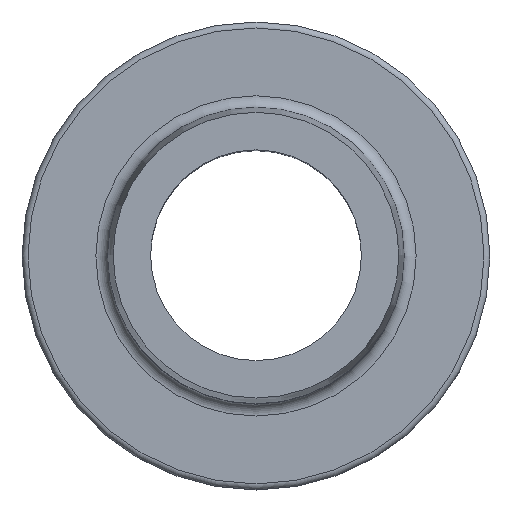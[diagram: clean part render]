
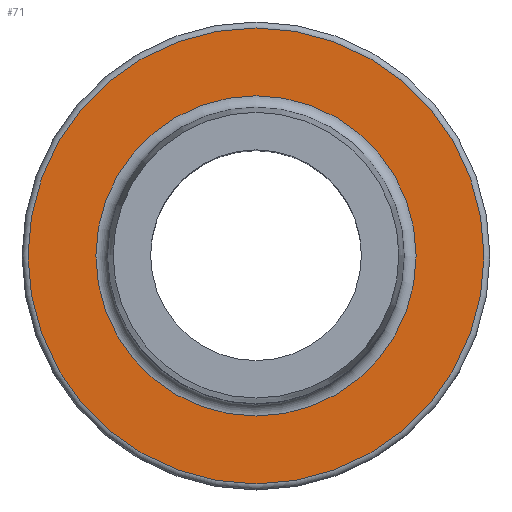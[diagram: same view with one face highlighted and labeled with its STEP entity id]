
A CAD part, top view. The second image highlights one B-rep face of the part: STEP entity #71.
In plain terms, the highlighted planar face has unit normal (0, 0, 1).
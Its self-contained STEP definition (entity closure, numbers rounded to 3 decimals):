
#57=PLANE('',#322);
#71=ADVANCED_FACE('',(#110,#111),#57,.T.);
#110=FACE_BOUND('',#156,.T.);
#111=FACE_BOUND('',#157,.T.);
#156=EDGE_LOOP('',(#202));
#157=EDGE_LOOP('',(#203));
#202=ORIENTED_EDGE('',*,*,#262,.T.);
#203=ORIENTED_EDGE('',*,*,#263,.T.);
#239=VERTEX_POINT('',#475);
#240=VERTEX_POINT('',#477);
#262=EDGE_CURVE('',#239,#239,#285,.T.);
#263=EDGE_CURVE('',#240,#240,#286,.T.);
#285=CIRCLE('',#320,13.45);
#286=CIRCLE('',#321,19.15);
#320=AXIS2_PLACEMENT_3D('',#474,#392,#393);
#321=AXIS2_PLACEMENT_3D('',#476,#394,#395);
#322=AXIS2_PLACEMENT_3D('',#478,#396,#397);
#392=DIRECTION('',(0.,0.,-1.));
#393=DIRECTION('',(1.,0.,0.));
#394=DIRECTION('',(0.,0.,1.));
#395=DIRECTION('',(1.,0.,0.));
#396=DIRECTION('',(0.,0.,1.));
#397=DIRECTION('',(1.,0.,0.));
#474=CARTESIAN_POINT('',(-435.,0.,1.5));
#475=CARTESIAN_POINT('',(-421.55,0.,1.5));
#476=CARTESIAN_POINT('',(-435.,0.,1.5));
#477=CARTESIAN_POINT('',(-415.85,0.,1.5));
#478=CARTESIAN_POINT('',(-435.,0.,1.5));
